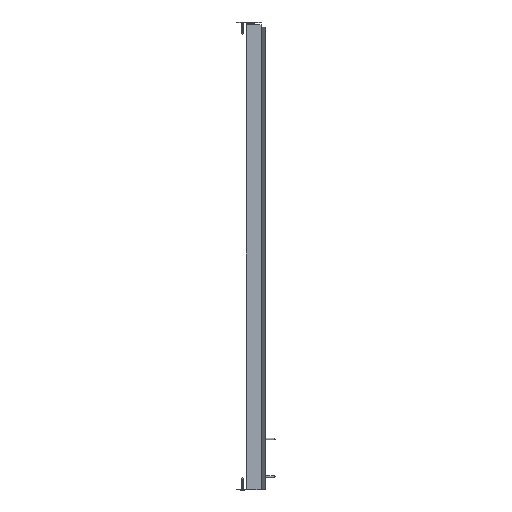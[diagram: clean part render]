
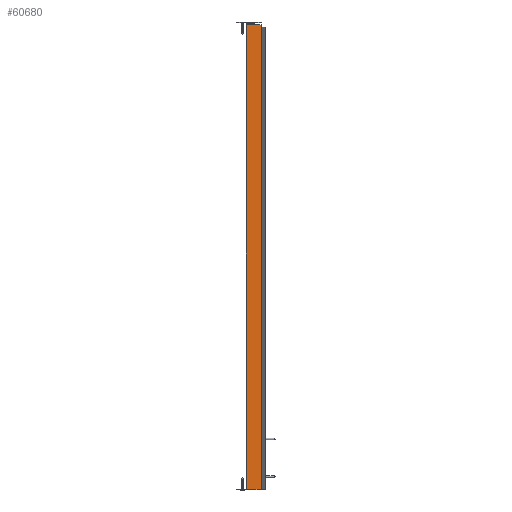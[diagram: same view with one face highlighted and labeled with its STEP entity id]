
A CAD part, left-side view. The second image highlights one B-rep face of the part: STEP entity #60680.
In plain terms, the highlighted planar face has unit normal (-1, 0.007, 0).
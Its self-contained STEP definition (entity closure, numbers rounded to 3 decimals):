
#4577 = PLANE ( 'NONE',  #7888 ) ;
#5752 = EDGE_CURVE ( 'NONE', #12454, #30788, #33558, .T. ) ;
#7630 = ORIENTED_EDGE ( 'NONE', *, *, #58537, .T. ) ;
#7888 = AXIS2_PLACEMENT_3D ( 'NONE', #58931, #81614, #29231 ) ;
#8921 = ORIENTED_EDGE ( 'NONE', *, *, #5752, .T. ) ;
#9328 = VECTOR ( 'NONE', #64541, 1000. ) ;
#9662 = CARTESIAN_POINT ( 'NONE',  ( -6.4, -0.695, -925. ) ) ;
#11260 = VERTEX_POINT ( 'NONE', #9662 ) ;
#11674 = EDGE_CURVE ( 'NONE', #12454, #11260, #61917, .T. ) ;
#12454 = VERTEX_POINT ( 'NONE', #99225 ) ;
#13525 = CARTESIAN_POINT ( 'NONE',  ( -6.599, -29.843, 0. ) ) ;
#18586 = DIRECTION ( 'NONE',  ( 0.007, 1., 0. ) ) ;
#24611 = ORIENTED_EDGE ( 'NONE', *, *, #55730, .F. ) ;
#29231 = DIRECTION ( 'NONE',  ( 0.007, 1., 0. ) ) ;
#30788 = VERTEX_POINT ( 'NONE', #13525 ) ;
#30838 = EDGE_LOOP ( 'NONE', ( #7630, #24611, #96245, #8921 ) ) ;
#33558 = LINE ( 'NONE', #95010, #64098 ) ;
#37806 = CARTESIAN_POINT ( 'NONE',  ( -6.4, -0.695, -925. ) ) ;
#38295 = DIRECTION ( 'NONE',  ( 0., 0., 1. ) ) ;
#50150 = DIRECTION ( 'NONE',  ( 0., 0., 1. ) ) ;
#55730 = EDGE_CURVE ( 'NONE', #11260, #63857, #60972, .T. ) ;
#56984 = LINE ( 'NONE', #64035, #9328 ) ;
#58537 = EDGE_CURVE ( 'NONE', #30788, #63857, #56984, .T. ) ;
#58931 = CARTESIAN_POINT ( 'NONE',  ( -6.599, -29.843, -925. ) ) ;
#60680 = ADVANCED_FACE ( 'NONE', ( #89164 ), #4577, .F. ) ;
#60972 = LINE ( 'NONE', #37806, #93001 ) ;
#61917 = LINE ( 'NONE', #87569, #86392 ) ;
#63857 = VERTEX_POINT ( 'NONE', #91826 ) ;
#64035 = CARTESIAN_POINT ( 'NONE',  ( -6.599, -29.843, 0. ) ) ;
#64098 = VECTOR ( 'NONE', #50150, 1000. ) ;
#64541 = DIRECTION ( 'NONE',  ( 0.007, 1., 0. ) ) ;
#81614 = DIRECTION ( 'NONE',  ( 1., -0.007, 0. ) ) ;
#86392 = VECTOR ( 'NONE', #18586, 1000. ) ;
#87569 = CARTESIAN_POINT ( 'NONE',  ( -6.599, -29.843, -925. ) ) ;
#89164 = FACE_OUTER_BOUND ( 'NONE', #30838, .T. ) ;
#91826 = CARTESIAN_POINT ( 'NONE',  ( -6.4, -0.695, 0. ) ) ;
#93001 = VECTOR ( 'NONE', #38295, 1000. ) ;
#95010 = CARTESIAN_POINT ( 'NONE',  ( -6.599, -29.843, -925. ) ) ;
#96245 = ORIENTED_EDGE ( 'NONE', *, *, #11674, .F. ) ;
#99225 = CARTESIAN_POINT ( 'NONE',  ( -6.599, -29.843, -925. ) ) ;
